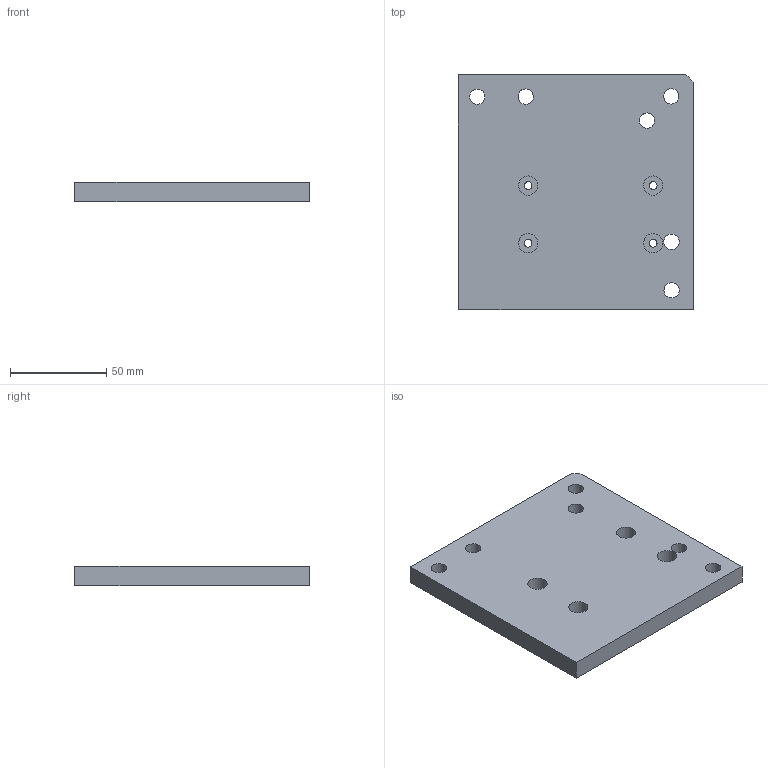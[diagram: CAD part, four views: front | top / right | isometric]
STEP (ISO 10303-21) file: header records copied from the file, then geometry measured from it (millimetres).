
FILE_DESCRIPTION(/* description */ (''),/* implementation_level */ '2;1');
FILE_NAME(/* name */ 'Vertical_adapter_AMA554_M.step',/* time_stamp */ '2024-06-17T21:16:35-04:00',/* author */ (''),/* organization */ (''),/* preprocessor_version */ 'ST-DEVELOPER v20',/* originating_system */ 'Autodesk Translation Framework v12.20.1.177',/* authorisation */ '');
FILE_SCHEMA (('AUTOMOTIVE_DESIGN { 1 0 10303 214 3 1 1 }'));
Length unit declared in the file: millimetre
Products named in the file (3): #910; PartMAX311D_M-Solidworks-3-solid1; Component4
Assembly tree (2 placements, depth 2):
  #910
    PartMAX311D_M-Solidworks-3-solid1
    Component4
Bounding box: 122.25 x 122.25 x 10 mm (x, y, z)
Volume: 143403.7 mm3; surface area: 36445.9 mm2
Topology: 1 solids, 1 shells, 27 faces, 63 edges, 42 vertices
Faces by surface type: cylinder 15, plane 12
Full cylindrical faces by diameter (mm): 4 x4, 8 x6, 10 x4
Entity records: 1016 total; most frequent: DIRECTION 157, CARTESIAN_POINT 137, ORIENTED_EDGE 126, EDGE_CURVE 63, AXIS2_PLACEMENT_3D 62, EDGE_LOOP 51, VERTEX_POINT 42, LINE 33
